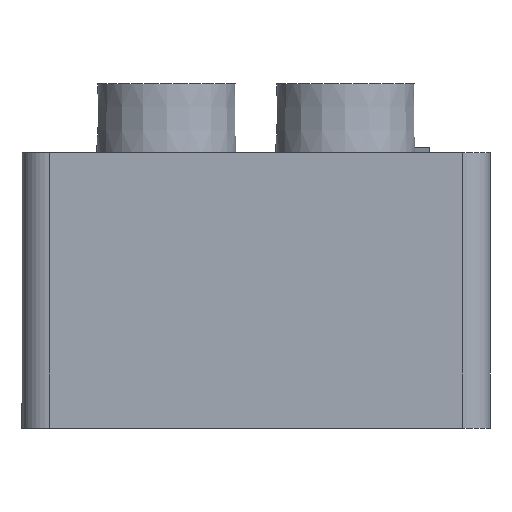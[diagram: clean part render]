
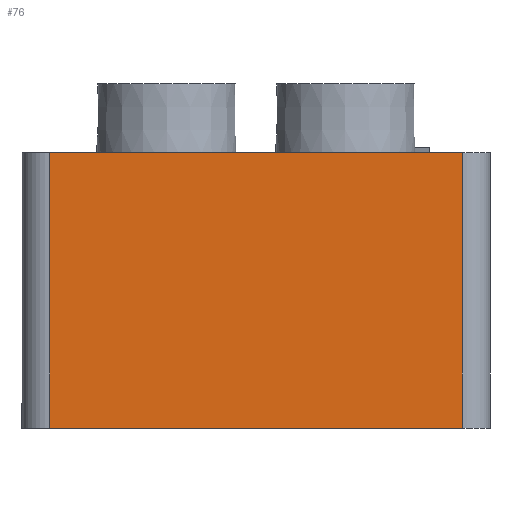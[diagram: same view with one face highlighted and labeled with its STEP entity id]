
A CAD part, front view. The second image highlights one B-rep face of the part: STEP entity #76.
In plain terms, the highlighted planar face has unit normal (0, -1, 0).
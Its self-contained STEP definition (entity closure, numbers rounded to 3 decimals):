
#76 = ADVANCED_FACE( '', ( #223 ), #224, .F. );
#223 = FACE_OUTER_BOUND( '', #509, .T. );
#224 = PLANE( '', #510 );
#509 = EDGE_LOOP( '', ( #863, #864, #865, #866 ) );
#510 = AXIS2_PLACEMENT_3D( '', #867, #868, #869 );
#863 = ORIENTED_EDGE( '', *, *, #1912, .F. );
#864 = ORIENTED_EDGE( '', *, *, #1913, .T. );
#865 = ORIENTED_EDGE( '', *, *, #1914, .F. );
#866 = ORIENTED_EDGE( '', *, *, #1906, .F. );
#867 = CARTESIAN_POINT( '', ( 19.5, -12.5, 0. ) );
#868 = DIRECTION( '', ( 0., 1., 0. ) );
#869 = DIRECTION( '', ( 1., 0., 0. ) );
#1906 = EDGE_CURVE( '', #2307, #2309, #2310, .T. );
#1912 = EDGE_CURVE( '', #2320, #2307, #2321, .T. );
#1913 = EDGE_CURVE( '', #2320, #2322, #2323, .T. );
#1914 = EDGE_CURVE( '', #2309, #2322, #2324, .T. );
#2307 = VERTEX_POINT( '', #2928 );
#2309 = VERTEX_POINT( '', #2930 );
#2310 = LINE( '', #2931, #2932 );
#2320 = VERTEX_POINT( '', #2944 );
#2321 = LINE( '', #2945, #2946 );
#2322 = VERTEX_POINT( '', #2947 );
#2323 = LINE( '', #2948, #2949 );
#2324 = LINE( '', #2950, #2951 );
#2928 = CARTESIAN_POINT( '', ( 7.5, -12.5, 0. ) );
#2930 = CARTESIAN_POINT( '', ( -7.5, -12.5, 0. ) );
#2931 = CARTESIAN_POINT( '', ( 19.5, -12.5, 0. ) );
#2932 = VECTOR( '', #3644, 1000. );
#2944 = CARTESIAN_POINT( '', ( 7.5, -12.5, 10. ) );
#2945 = CARTESIAN_POINT( '', ( 7.5, -12.5, 49.824 ) );
#2946 = VECTOR( '', #3656, 1000. );
#2947 = CARTESIAN_POINT( '', ( -7.5, -12.5, 10. ) );
#2948 = CARTESIAN_POINT( '', ( 19.5, -12.5, 10. ) );
#2949 = VECTOR( '', #3657, 1000. );
#2950 = CARTESIAN_POINT( '', ( -7.5, -12.5, -48.67 ) );
#2951 = VECTOR( '', #3658, 1000. );
#3644 = DIRECTION( '', ( -1., 0., 0. ) );
#3656 = DIRECTION( '', ( 0., 0., -1. ) );
#3657 = DIRECTION( '', ( -1., 0., 0. ) );
#3658 = DIRECTION( '', ( 0., 0., 1. ) );
